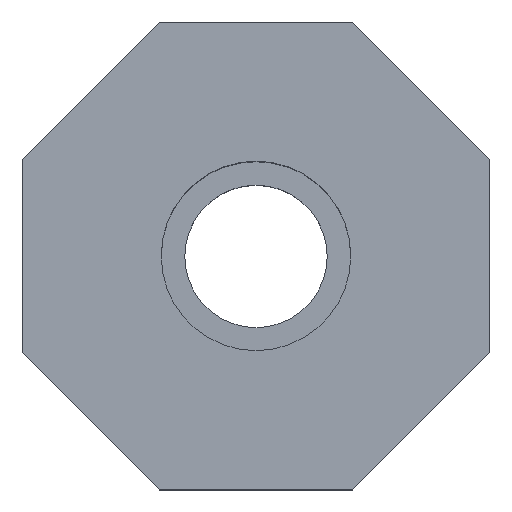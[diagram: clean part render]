
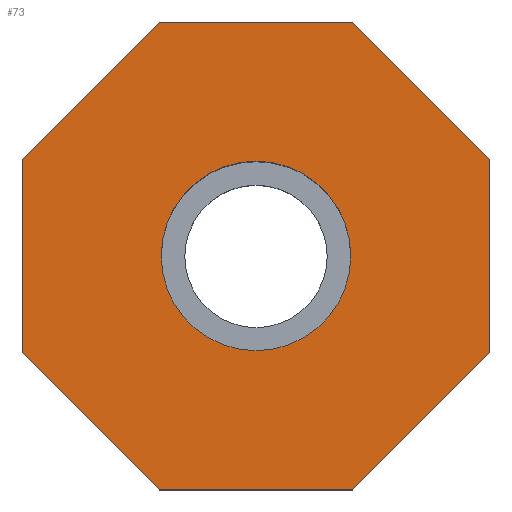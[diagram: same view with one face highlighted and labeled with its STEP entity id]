
A CAD part, top view. The second image highlights one B-rep face of the part: STEP entity #73.
In plain terms, the highlighted planar face has unit normal (0, 0, 1).
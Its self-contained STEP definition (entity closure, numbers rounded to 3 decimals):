
#73=ADVANCED_FACE('',(#144,#145),#146,.T.);
#144=FACE_BOUND('',#210,.T.);
#145=FACE_OUTER_BOUND('',#211,.T.);
#146=PLANE('',#212);
#210=EDGE_LOOP('',(#349,#350));
#211=EDGE_LOOP('',(#351,#352,#353,#354,#355,#356,#357,#358));
#212=AXIS2_PLACEMENT_3D('',#359,#360,#361);
#349=ORIENTED_EDGE('',*,*,#398,.T.);
#350=ORIENTED_EDGE('',*,*,#391,.T.);
#351=ORIENTED_EDGE('',*,*,#412,.F.);
#352=ORIENTED_EDGE('',*,*,#434,.F.);
#353=ORIENTED_EDGE('',*,*,#431,.F.);
#354=ORIENTED_EDGE('',*,*,#428,.F.);
#355=ORIENTED_EDGE('',*,*,#425,.F.);
#356=ORIENTED_EDGE('',*,*,#422,.F.);
#357=ORIENTED_EDGE('',*,*,#419,.F.);
#358=ORIENTED_EDGE('',*,*,#416,.F.);
#359=CARTESIAN_POINT('',(0.0,0.,37.0));
#360=DIRECTION('',(0.0,0.0,1.0));
#361=DIRECTION('',(1.0,0.0,0.0));
#391=EDGE_CURVE('',#462,#459,#463,.T.);
#398=EDGE_CURVE('',#459,#462,#471,.T.);
#412=EDGE_CURVE('',#493,#494,#495,.T.);
#416=EDGE_CURVE('',#494,#499,#500,.T.);
#419=EDGE_CURVE('',#499,#503,#504,.T.);
#422=EDGE_CURVE('',#503,#507,#508,.T.);
#425=EDGE_CURVE('',#507,#511,#512,.T.);
#428=EDGE_CURVE('',#511,#515,#516,.T.);
#431=EDGE_CURVE('',#515,#519,#520,.T.);
#434=EDGE_CURVE('',#519,#493,#523,.T.);
#459=VERTEX_POINT('',#552);
#462=VERTEX_POINT('',#556);
#463=CIRCLE('',#557,9.315);
#471=CIRCLE('',#566,9.315);
#493=VERTEX_POINT('',#596);
#494=VERTEX_POINT('',#597);
#495=LINE('',#598,#599);
#499=VERTEX_POINT('',#605);
#500=LINE('',#606,#607);
#503=VERTEX_POINT('',#611);
#504=LINE('',#612,#613);
#507=VERTEX_POINT('',#617);
#508=LINE('',#618,#619);
#511=VERTEX_POINT('',#623);
#512=LINE('',#624,#625);
#515=VERTEX_POINT('',#629);
#516=LINE('',#630,#631);
#519=VERTEX_POINT('',#635);
#520=LINE('',#636,#637);
#523=LINE('',#641,#642);
#552=CARTESIAN_POINT('',(9.315,0.0,37.0));
#556=CARTESIAN_POINT('',(-9.315,0.,37.0));
#557=AXIS2_PLACEMENT_3D('',#665,#666,#667);
#566=AXIS2_PLACEMENT_3D('',#678,#679,#680);
#596=CARTESIAN_POINT('',(23.0,-9.527,37.0));
#597=CARTESIAN_POINT('',(9.527,-23.0,37.0));
#598=CARTESIAN_POINT('',(9.527,-23.0,37.0));
#599=VECTOR('',#695,1.0);
#605=CARTESIAN_POINT('',(-9.527,-23.0,37.0));
#606=CARTESIAN_POINT('',(-9.527,-23.0,37.0));
#607=VECTOR('',#698,1.0);
#611=CARTESIAN_POINT('',(-23.0,-9.527,37.0));
#612=CARTESIAN_POINT('',(-23.0,-9.527,37.0));
#613=VECTOR('',#700,1.0);
#617=CARTESIAN_POINT('',(-23.0,9.527,37.0));
#618=CARTESIAN_POINT('',(-23.0,9.527,37.0));
#619=VECTOR('',#702,1.0);
#623=CARTESIAN_POINT('',(-9.527,23.0,37.0));
#624=CARTESIAN_POINT('',(-9.527,23.0,37.0));
#625=VECTOR('',#704,1.0);
#629=CARTESIAN_POINT('',(9.527,23.0,37.0));
#630=CARTESIAN_POINT('',(9.527,23.0,37.0));
#631=VECTOR('',#706,1.0);
#635=CARTESIAN_POINT('',(23.0,9.527,37.0));
#636=CARTESIAN_POINT('',(23.0,9.527,37.0));
#637=VECTOR('',#708,1.0);
#641=CARTESIAN_POINT('',(23.0,-9.527,37.0));
#642=VECTOR('',#710,1.0);
#665=CARTESIAN_POINT('',(0.0,0.0,37.0));
#666=DIRECTION('',(0.0,0.0,-1.0));
#667=DIRECTION('',(1.0,0.0,0.0));
#678=CARTESIAN_POINT('',(0.0,0.0,37.0));
#679=DIRECTION('',(0.0,0.0,-1.0));
#680=DIRECTION('',(1.0,0.0,0.0));
#695=DIRECTION('',(-0.707,-0.707,-0.0));
#698=DIRECTION('',(-1.0,-0.0,-0.0));
#700=DIRECTION('',(-0.707,0.707,0.0));
#702=DIRECTION('',(0.0,1.0,0.0));
#704=DIRECTION('',(0.707,0.707,0.0));
#706=DIRECTION('',(1.0,0.0,0.0));
#708=DIRECTION('',(0.707,-0.707,0.0));
#710=DIRECTION('',(-0.0,-1.0,-0.0));
